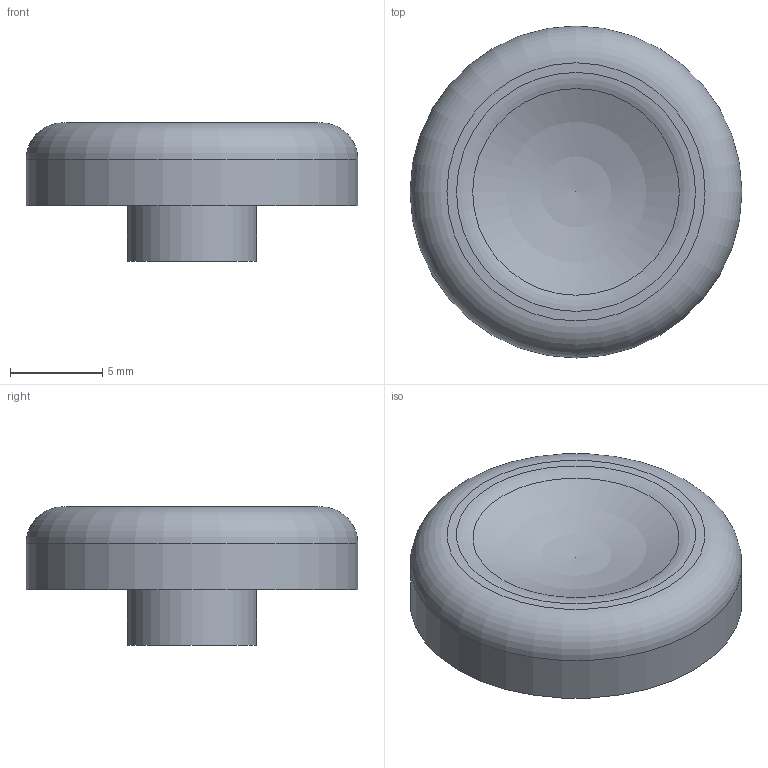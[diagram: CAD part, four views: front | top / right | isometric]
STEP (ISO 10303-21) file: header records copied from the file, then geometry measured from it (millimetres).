
FILE_DESCRIPTION(/* description */ (''),/* implementation_level */ '2;1');
FILE_NAME(/* name */ '5-way-concave-short.step',/* time_stamp */ '2023-08-30T22:00:25+02:00',/* author */ (''),/* organization */ (''),/* preprocessor_version */ 'ST-DEVELOPER v20',/* originating_system */ 'Autodesk Translation Framework v12.9.0.99',/* authorisation */ '');
FILE_SCHEMA (('AUTOMOTIVE_DESIGN { 1 0 10303 214 3 1 1 }'));
Length unit declared in the file: millimetre
Products named in the file (1): 5-way-5.5mm-concave
Bounding box: 18 x 18 x 7.5 mm (x, y, z)
Volume: 1078.2 mm3; surface area: 841.5 mm2
Topology: 1 solids, 1 shells, 13 faces, 27 edges, 18 vertices
Faces by surface type: plane 8, torus 2, cylinder 2, sphere 1
Full cylindrical faces by diameter (mm): 7 x1, 18 x1
Entity records: 377 total; most frequent: DIRECTION 66, CARTESIAN_POINT 58, ORIENTED_EDGE 52, EDGE_CURVE 26, AXIS2_PLACEMENT_3D 26, VERTEX_POINT 18, EDGE_LOOP 16, LINE 14
